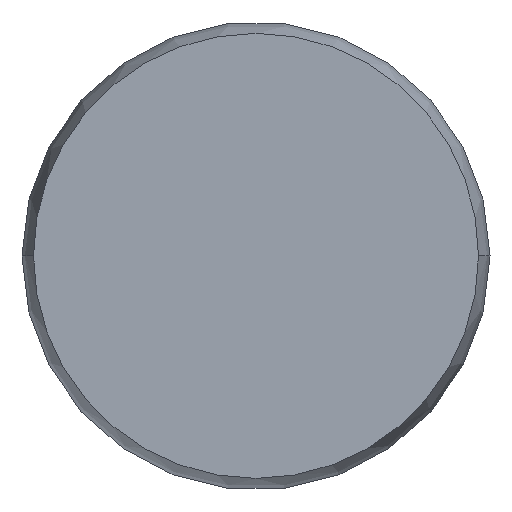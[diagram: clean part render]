
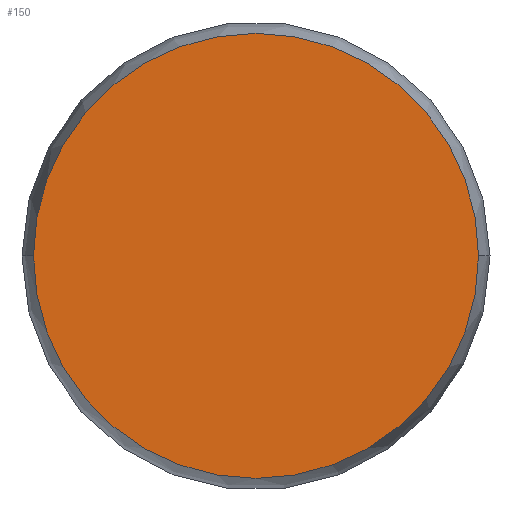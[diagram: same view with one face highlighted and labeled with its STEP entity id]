
A CAD part, top view. The second image highlights one B-rep face of the part: STEP entity #150.
In plain terms, the highlighted planar face has unit normal (0, 0, 1).
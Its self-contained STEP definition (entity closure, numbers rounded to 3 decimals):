
#15 = PLANE ( 'NONE',  #324 ) ;
#39 = CARTESIAN_POINT ( 'NONE',  ( 0., 0., 0. ) ) ;
#45 = DIRECTION ( 'NONE',  ( 0., 0., 1. ) ) ;
#71 = AXIS2_PLACEMENT_3D ( 'NONE', #315, #386, #221 ) ;
#89 = CARTESIAN_POINT ( 'NONE',  ( -3.328, 0., 0. ) ) ;
#94 = ORIENTED_EDGE ( 'NONE', *, *, #290, .F. ) ;
#101 = FACE_OUTER_BOUND ( 'NONE', #296, .T. ) ;
#110 = DIRECTION ( 'NONE',  ( 0., 0., -1. ) ) ;
#123 = VERTEX_POINT ( 'NONE', #447 ) ;
#150 = ADVANCED_FACE ( 'NONE', ( #101 ), #15, .T. ) ;
#164 = CIRCLE ( 'NONE', #71, 3.328 ) ;
#199 = CIRCLE ( 'NONE', #292, 3.328 ) ;
#221 = DIRECTION ( 'NONE',  ( -1., 0., 0. ) ) ;
#230 = VERTEX_POINT ( 'NONE', #89 ) ;
#242 = ORIENTED_EDGE ( 'NONE', *, *, #377, .F. ) ;
#290 = EDGE_CURVE ( 'NONE', #123, #230, #164, .T. ) ;
#292 = AXIS2_PLACEMENT_3D ( 'NONE', #39, #110, #389 ) ;
#296 = EDGE_LOOP ( 'NONE', ( #242, #94 ) ) ;
#315 = CARTESIAN_POINT ( 'NONE',  ( 0., 0., 0. ) ) ;
#324 = AXIS2_PLACEMENT_3D ( 'NONE', #418, #45, #459 ) ;
#377 = EDGE_CURVE ( 'NONE', #230, #123, #199, .T. ) ;
#386 = DIRECTION ( 'NONE',  ( 0., 0., -1. ) ) ;
#389 = DIRECTION ( 'NONE',  ( -1., 0., 0. ) ) ;
#418 = CARTESIAN_POINT ( 'NONE',  ( 3.328, 0., 0. ) ) ;
#447 = CARTESIAN_POINT ( 'NONE',  ( 3.328, 0., 0. ) ) ;
#459 = DIRECTION ( 'NONE',  ( 1., 0., 0. ) ) ;
